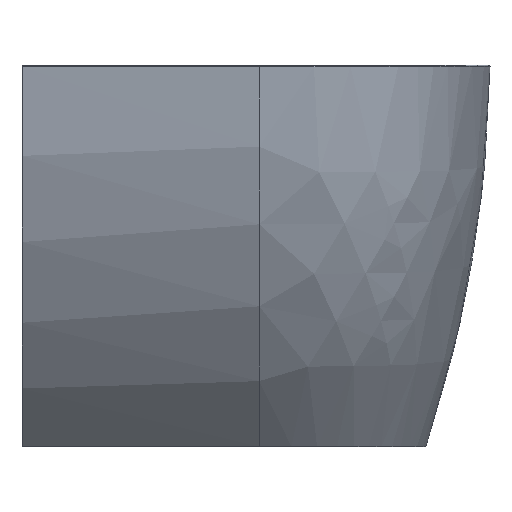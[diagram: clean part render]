
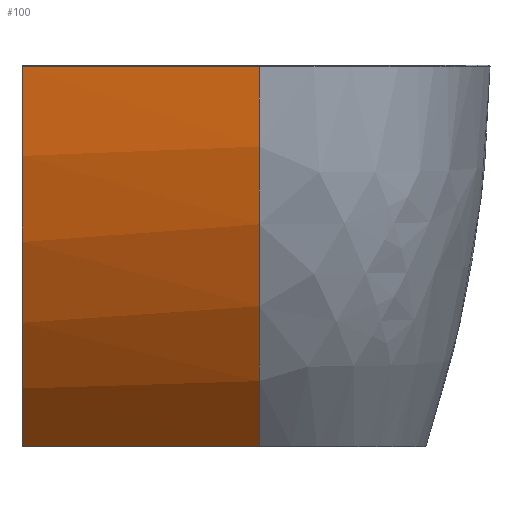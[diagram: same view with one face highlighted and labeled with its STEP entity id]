
A CAD part, left-side view. The second image highlights one B-rep face of the part: STEP entity #100.
In plain terms, the highlighted free-form (B-spline) face has degree [3, 1] with [9, 2] control points.
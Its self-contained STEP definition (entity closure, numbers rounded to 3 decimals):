
#100=ADVANCED_FACE('',(#294),#2843,.T.);
#294=FACE_OUTER_BOUND('',#487,.T.);
#487=EDGE_LOOP('',(#1056,#1057,#1058,#1059));
#1056=ORIENTED_EDGE('',*,*,#1747,.F.);
#1057=ORIENTED_EDGE('',*,*,#1744,.T.);
#1058=ORIENTED_EDGE('',*,*,#1974,.T.);
#1059=ORIENTED_EDGE('',*,*,#1764,.T.);
#1744=EDGE_CURVE('',#2607,#2453,#2274,.T.);
#1747=EDGE_CURVE('',#2607,#2610,#2275,.T.);
#1764=EDGE_CURVE('',#2441,#2610,#2289,.T.);
#1974=EDGE_CURVE('',#2453,#2441,#2435,.T.);
#2274=B_SPLINE_CURVE_WITH_KNOTS('',3,(#12737,#12738,#12739,#12740,#12741,
#12742,#12743),.UNSPECIFIED.,.F.,.F.,(4,1,1,1,4),(-675.87,-508.478,
-338.985,-169.493,0.),.UNSPECIFIED.);
#2275=B_SPLINE_CURVE_WITH_KNOTS('',1,(#12754,#12755),.UNSPECIFIED.,.F.,
 .F.,(2,2),(-370.,0.),.UNSPECIFIED.);
#2289=B_SPLINE_CURVE_WITH_KNOTS('',3,(#12906,#12907,#12908,#12909,#12910,
#12911,#12912),.UNSPECIFIED.,.F.,.F.,(4,1,1,1,4),(0.,169.493,338.985,
508.478,675.87),.UNSPECIFIED.);
#2435=B_SPLINE_CURVE_WITH_KNOTS('',1,(#14471,#14472,#14473),
 .UNSPECIFIED.,.F.,.F.,(2,1,2),(0.,10.,370.),.UNSPECIFIED.);
#2441=VERTEX_POINT('',#10747);
#2453=VERTEX_POINT('',#10759);
#2607=VERTEX_POINT('',#10913);
#2610=VERTEX_POINT('',#10916);
#2843=B_SPLINE_SURFACE_WITH_KNOTS('',3,1,((#6044,#6045),(#6046,#6047),(#6048,
#6049),(#6050,#6051),(#6052,#6053),(#6054,#6055),(#6056,#6057),(#6058,#6059),
(#6060,#6061)),.UNSPECIFIED.,.F.,.F.,.F.,(4,1,1,1,1,1,4),(2,2),(0.,13.516,
182.998,352.48,521.961,691.443,702.859),
(0.,373.762),.UNSPECIFIED.);
#6044=CARTESIAN_POINT('',(-459.931,-371.881,-8.935));
#6045=CARTESIAN_POINT('',(-459.931,1.881,-8.935));
#6046=CARTESIAN_POINT('',(-463.311,-371.881,-5.984));
#6047=CARTESIAN_POINT('',(-463.311,1.881,-5.984));
#6048=CARTESIAN_POINT('',(-508.754,-371.881,34.344));
#6049=CARTESIAN_POINT('',(-508.754,1.881,34.344));
#6050=CARTESIAN_POINT('',(-587.851,-371.881,121.367));
#6051=CARTESIAN_POINT('',(-587.851,1.881,121.367));
#6052=CARTESIAN_POINT('',(-674.941,-371.881,266.939));
#6053=CARTESIAN_POINT('',(-674.941,1.881,266.939));
#6054=CARTESIAN_POINT('',(-731.6,-371.881,426.833));
#6055=CARTESIAN_POINT('',(-731.6,1.881,426.833));
#6056=CARTESIAN_POINT('',(-748.139,-371.881,542.555));
#6057=CARTESIAN_POINT('',(-748.139,1.881,542.555));
#6058=CARTESIAN_POINT('',(-750.298,-371.881,602.574));
#6059=CARTESIAN_POINT('',(-750.298,1.881,602.574));
#6060=CARTESIAN_POINT('',(-750.409,-371.881,606.362));
#6061=CARTESIAN_POINT('',(-750.409,1.881,606.362));
#10747=CARTESIAN_POINT('',(-470.,-370.,0.));
#10759=CARTESIAN_POINT('',(-470.,0.,0.));
#10913=CARTESIAN_POINT('',(-749.908,0.,592.91));
#10916=CARTESIAN_POINT('',(-749.908,-370.,592.91));
#12737=CARTESIAN_POINT('',(-749.908,0.,592.91));
#12738=CARTESIAN_POINT('',(-747.401,0.,537.397));
#12739=CARTESIAN_POINT('',(-731.366,0.,426.172));
#12740=CARTESIAN_POINT('',(-674.941,0.,266.939));
#12741=CARTESIAN_POINT('',(-587.851,0.,121.367));
#12742=CARTESIAN_POINT('',(-511.787,0.,37.681));
#12743=CARTESIAN_POINT('',(-470.,0.,0.));
#12754=CARTESIAN_POINT('',(-749.908,0.,592.91));
#12755=CARTESIAN_POINT('',(-749.908,-370.,592.91));
#12906=CARTESIAN_POINT('',(-470.,-370.,0.));
#12907=CARTESIAN_POINT('',(-511.787,-370.,37.681));
#12908=CARTESIAN_POINT('',(-587.851,-370.,121.367));
#12909=CARTESIAN_POINT('',(-674.941,-370.,266.939));
#12910=CARTESIAN_POINT('',(-731.366,-370.,426.172));
#12911=CARTESIAN_POINT('',(-747.401,-370.,537.397));
#12912=CARTESIAN_POINT('',(-749.908,-370.,592.91));
#14471=CARTESIAN_POINT('',(-470.,0.,0.));
#14472=CARTESIAN_POINT('',(-470.,-10.,0.));
#14473=CARTESIAN_POINT('',(-470.,-370.,0.));
